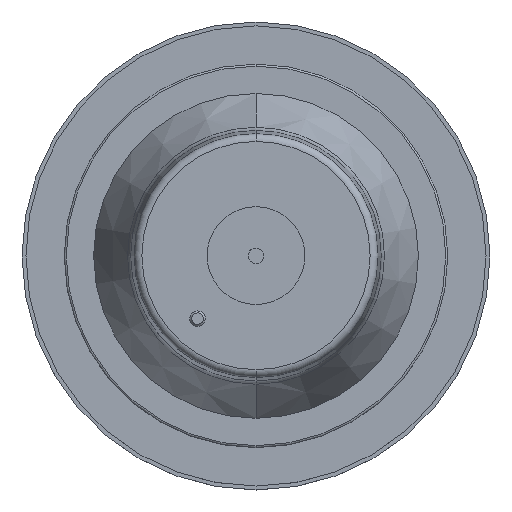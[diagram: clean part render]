
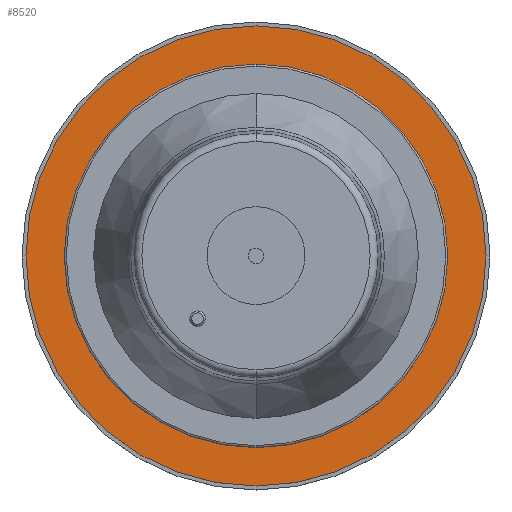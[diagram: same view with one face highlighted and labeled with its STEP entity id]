
A CAD part, top view. The second image highlights one B-rep face of the part: STEP entity #8520.
In plain terms, the highlighted planar face has unit normal (0, 0, 1).
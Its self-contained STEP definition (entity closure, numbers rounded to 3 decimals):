
#648 = CARTESIAN_POINT ( 'NONE',  ( 0., 0., -59. ) ) ;
#652 = CARTESIAN_POINT ( 'NONE',  ( 0., -49., -59. ) ) ;
#725 = FACE_OUTER_BOUND ( 'NONE', #2045, .T. ) ;
#1278 = PLANE ( 'NONE',  #5738 ) ;
#1743 = AXIS2_PLACEMENT_3D ( 'NONE', #2605, #8143, #6524 ) ;
#2045 = EDGE_LOOP ( 'NONE', ( #8220, #6922 ) ) ;
#2098 = VERTEX_POINT ( 'NONE', #6205 ) ;
#2246 = ORIENTED_EDGE ( 'NONE', *, *, #2322, .F. ) ;
#2322 = EDGE_CURVE ( 'NONE', #7634, #6907, #5646, .T. ) ;
#2591 = EDGE_CURVE ( 'NONE', #6907, #7634, #6944, .T. ) ;
#2605 = CARTESIAN_POINT ( 'NONE',  ( 0., 0., -59. ) ) ;
#2623 = CARTESIAN_POINT ( 'NONE',  ( 0., 0., -59. ) ) ;
#2644 = CIRCLE ( 'NONE', #7855, 58.8 ) ;
#3194 = DIRECTION ( 'NONE',  ( 0., 0., 1. ) ) ;
#3255 = CARTESIAN_POINT ( 'NONE',  ( 0., 49., -59. ) ) ;
#3581 = CARTESIAN_POINT ( 'NONE',  ( 0., 0., -59. ) ) ;
#3612 = EDGE_CURVE ( 'NONE', #2098, #9825, #4215, .T. ) ;
#3740 = DIRECTION ( 'NONE',  ( 0., -1., 0. ) ) ;
#4215 = CIRCLE ( 'NONE', #7464, 58.8 ) ;
#4376 = DIRECTION ( 'NONE',  ( 0., 0., 1. ) ) ;
#5138 = FACE_BOUND ( 'NONE', #9226, .T. ) ;
#5531 = DIRECTION ( 'NONE',  ( 0., -1., 0. ) ) ;
#5646 = CIRCLE ( 'NONE', #8234, 49. ) ;
#5738 = AXIS2_PLACEMENT_3D ( 'NONE', #9048, #4376, #8292 ) ;
#6205 = CARTESIAN_POINT ( 'NONE',  ( 0., 58.8, -59. ) ) ;
#6265 = CARTESIAN_POINT ( 'NONE',  ( 0., -58.8, -59. ) ) ;
#6280 = ORIENTED_EDGE ( 'NONE', *, *, #2591, .F. ) ;
#6524 = DIRECTION ( 'NONE',  ( 0., -1., 0. ) ) ;
#6687 = DIRECTION ( 'NONE',  ( 0., 0., 1. ) ) ;
#6907 = VERTEX_POINT ( 'NONE', #3255 ) ;
#6922 = ORIENTED_EDGE ( 'NONE', *, *, #3612, .T. ) ;
#6944 = CIRCLE ( 'NONE', #1743, 49. ) ;
#7339 = EDGE_CURVE ( 'NONE', #9825, #2098, #2644, .T. ) ;
#7464 = AXIS2_PLACEMENT_3D ( 'NONE', #648, #9948, #3740 ) ;
#7634 = VERTEX_POINT ( 'NONE', #652 ) ;
#7855 = AXIS2_PLACEMENT_3D ( 'NONE', #2623, #3194, #5531 ) ;
#8143 = DIRECTION ( 'NONE',  ( 0., 0., 1. ) ) ;
#8220 = ORIENTED_EDGE ( 'NONE', *, *, #7339, .T. ) ;
#8234 = AXIS2_PLACEMENT_3D ( 'NONE', #3581, #6687, #9947 ) ;
#8292 = DIRECTION ( 'NONE',  ( 0., -1., 0. ) ) ;
#8520 = ADVANCED_FACE ( 'NONE', ( #725, #5138 ), #1278, .T. ) ;
#9048 = CARTESIAN_POINT ( 'NONE',  ( -58.8, 0., -59. ) ) ;
#9226 = EDGE_LOOP ( 'NONE', ( #2246, #6280 ) ) ;
#9825 = VERTEX_POINT ( 'NONE', #6265 ) ;
#9947 = DIRECTION ( 'NONE',  ( 0., -1., 0. ) ) ;
#9948 = DIRECTION ( 'NONE',  ( 0., 0., 1. ) ) ;
